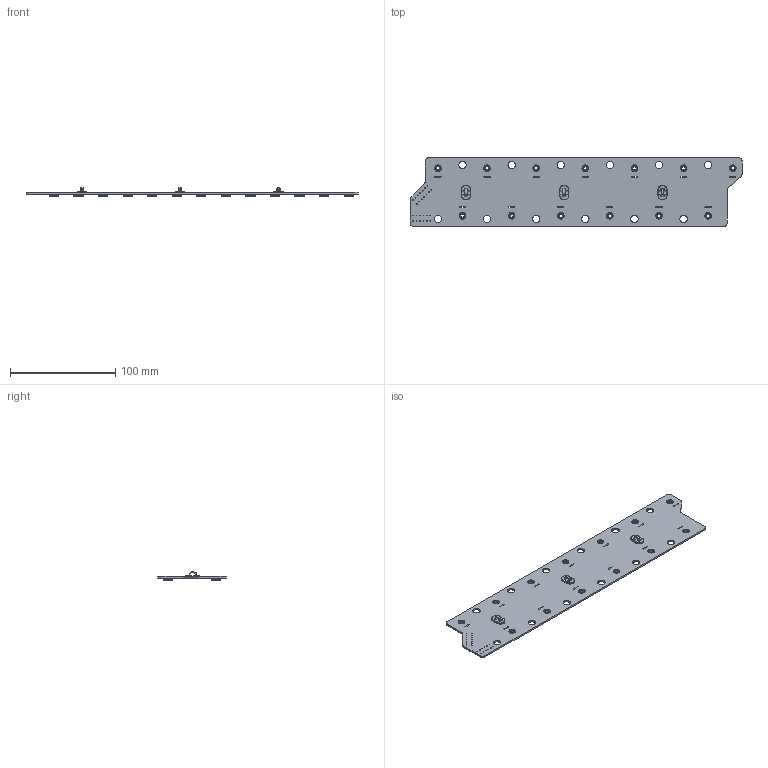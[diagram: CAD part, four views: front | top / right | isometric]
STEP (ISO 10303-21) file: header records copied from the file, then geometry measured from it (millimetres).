
FILE_DESCRIPTION(('KiCad electronic assembly'),'2;1');
FILE_NAME('segment-stagx.step','2023-09-19T02:58:15',('Pcbnew'),('Kicad' ),'Open CASCADE STEP processor 7.6','KiCad to STEP converter', 'Unknown');
FILE_SCHEMA(('AUTOMOTIVE_DESIGN { 1 0 10303 214 1 1 1 1 }'));
Length unit declared in the file: millimetre
Products named in the file (6): segment-stagx 1; SMTSO-M4-2ET-PennEngineering-3D-09-16-2023; SOLID; segment-pcb-ty-rap-assy; COMPOUND; segment-stagx PCB
Assembly tree (19 placements, depth 3):
  segment-stagx 1
    SMTSO-M4-2ET-PennEngineering-3D-09-16-2023  x13
      SOLID
    segment-pcb-ty-rap-assy  x3
      COMPOUND
    segment-stagx PCB
Bounding box: 314.9 x 65 x 7.97 mm (x, y, z)
Volume: 31367.5 mm3; surface area: 43550.4 mm2
Topology: 20 solids, 98 shells, 2926 faces, 7715 edges, 5029 vertices
Faces by surface type: plane 2286, cylinder 390, cone 104, bspline 84, torus 38, sphere 24
Full cylindrical faces by diameter (mm): 0.7 x26, 6.35 x13, 7 x12
Entity records: 66618 total; most frequent: CARTESIAN_POINT 15923, DIRECTION 9010, LINE 6806, VECTOR 6806, ORIENTED_EDGE 4946, PCURVE 4946, DEFINITIONAL_REPRESENTATION 4946, EDGE_CURVE 2473
